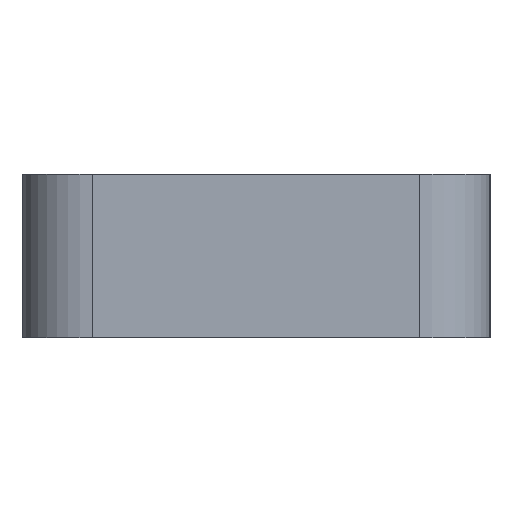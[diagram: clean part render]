
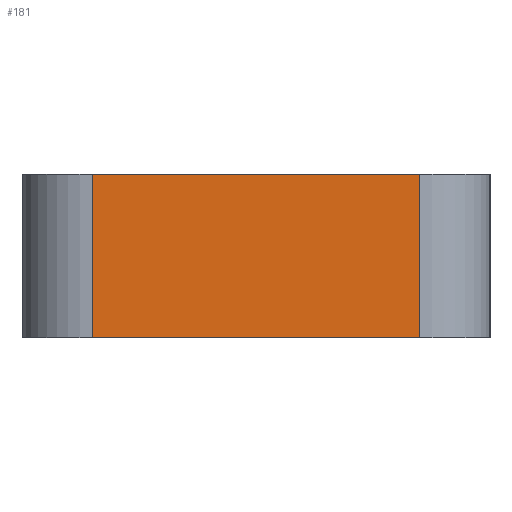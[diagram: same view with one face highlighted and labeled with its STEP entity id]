
A CAD part, left-side view. The second image highlights one B-rep face of the part: STEP entity #181.
In plain terms, the highlighted planar face has unit normal (-1, 0, 0).
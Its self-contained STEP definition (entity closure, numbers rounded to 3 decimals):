
#19=PLANE('',#213);
#29=FACE_OUTER_BOUND('',#39,.T.);
#39=EDGE_LOOP('',(#157,#158,#159,#160));
#42=LINE('',#278,#58);
#46=LINE('',#287,#62);
#55=LINE('',#315,#71);
#56=LINE('',#318,#72);
#58=VECTOR('',#224,10.);
#62=VECTOR('',#232,10.);
#71=VECTOR('',#261,10.);
#72=VECTOR('',#266,10.);
#81=VERTEX_POINT('',#271);
#84=VERTEX_POINT('',#276);
#87=VERTEX_POINT('',#286);
#96=VERTEX_POINT('',#314);
#100=EDGE_CURVE('',#84,#81,#42,.T.);
#104=EDGE_CURVE('',#81,#87,#46,.T.);
#118=EDGE_CURVE('',#87,#96,#55,.T.);
#120=EDGE_CURVE('',#96,#84,#56,.T.);
#157=ORIENTED_EDGE('',*,*,#100,.F.);
#158=ORIENTED_EDGE('',*,*,#120,.F.);
#159=ORIENTED_EDGE('',*,*,#118,.F.);
#160=ORIENTED_EDGE('',*,*,#104,.F.);
#181=ADVANCED_FACE('',(#29),#19,.T.);
#213=AXIS2_PLACEMENT_3D('',#317,#264,#265);
#224=DIRECTION('',(0.,0.,1.));
#232=DIRECTION('',(0.,-1.,0.));
#261=DIRECTION('',(0.,0.,-1.));
#264=DIRECTION('center_axis',(-1.,0.,0.));
#265=DIRECTION('ref_axis',(0.,-1.,0.));
#266=DIRECTION('',(0.,1.,0.));
#271=CARTESIAN_POINT('',(-50.,7.,7.));
#276=CARTESIAN_POINT('',(-50.,7.,0.));
#278=CARTESIAN_POINT('',(-50.,7.,0.));
#286=CARTESIAN_POINT('',(-50.,-7.,7.));
#287=CARTESIAN_POINT('',(-50.,-10.,7.));
#314=CARTESIAN_POINT('',(-50.,-7.,0.));
#315=CARTESIAN_POINT('',(-50.,-7.,0.));
#317=CARTESIAN_POINT('Origin',(-50.,10.,0.));
#318=CARTESIAN_POINT('',(-50.,-10.,0.));
